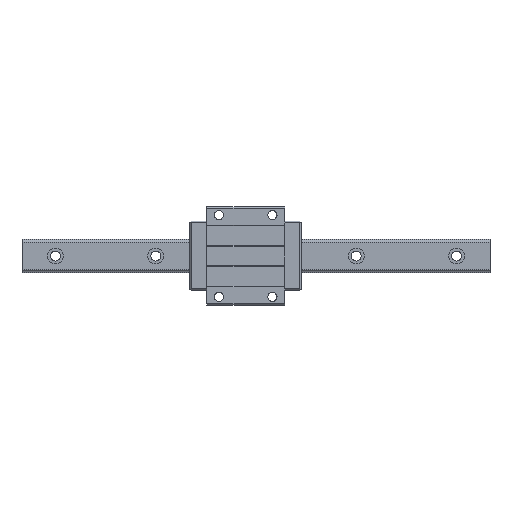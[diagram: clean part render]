
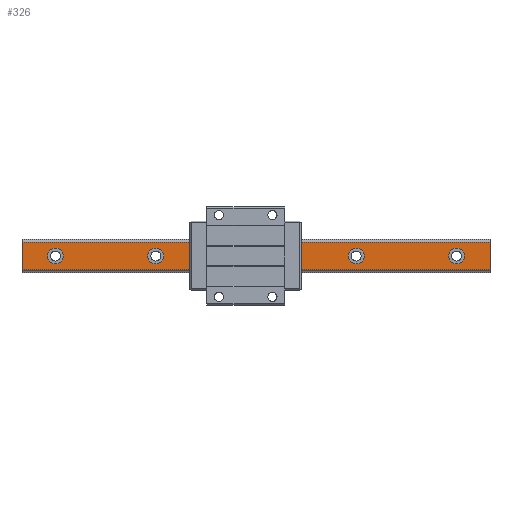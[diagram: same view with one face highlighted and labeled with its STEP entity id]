
A CAD part, top view. The second image highlights one B-rep face of the part: STEP entity #326.
In plain terms, the highlighted planar face has unit normal (0, 0, 1).
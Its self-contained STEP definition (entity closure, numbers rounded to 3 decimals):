
#116=FACE_BOUND('',#672,.T.);
#117=FACE_BOUND('',#673,.T.);
#118=FACE_BOUND('',#674,.T.);
#119=FACE_BOUND('',#675,.T.);
#120=FACE_BOUND('',#676,.T.);
#121=FACE_BOUND('',#677,.T.);
#211=PLANE('',#3394);
#326=ADVANCED_FACE('',(#116,#117,#118,#119,#120,#121),#211,.F.);
#672=EDGE_LOOP('',(#1121));
#673=EDGE_LOOP('',(#1122));
#674=EDGE_LOOP('',(#1123));
#675=EDGE_LOOP('',(#1124));
#676=EDGE_LOOP('',(#1125));
#677=EDGE_LOOP('',(#1126,#1127,#1128,#1129));
#1121=ORIENTED_EDGE('',*,*,#2401,.T.);
#1122=ORIENTED_EDGE('',*,*,#2402,.T.);
#1123=ORIENTED_EDGE('',*,*,#2403,.T.);
#1124=ORIENTED_EDGE('',*,*,#2404,.T.);
#1125=ORIENTED_EDGE('',*,*,#2405,.T.);
#1126=ORIENTED_EDGE('',*,*,#2406,.T.);
#1127=ORIENTED_EDGE('',*,*,#2305,.F.);
#1128=ORIENTED_EDGE('',*,*,#2407,.F.);
#1129=ORIENTED_EDGE('',*,*,#2399,.T.);
#1948=VERTEX_POINT('',#4392);
#1951=VERTEX_POINT('',#4400);
#2015=VERTEX_POINT('',#4648);
#2016=VERTEX_POINT('',#4650);
#2017=VERTEX_POINT('',#4654);
#2018=VERTEX_POINT('',#4656);
#2019=VERTEX_POINT('',#4658);
#2020=VERTEX_POINT('',#4660);
#2021=VERTEX_POINT('',#4662);
#2305=EDGE_CURVE('',#1951,#1948,#2908,.T.);
#2399=EDGE_CURVE('',#2016,#2015,#2944,.T.);
#2401=EDGE_CURVE('',#2017,#2017,#2821,.T.);
#2402=EDGE_CURVE('',#2018,#2018,#2822,.T.);
#2403=EDGE_CURVE('',#2019,#2019,#2823,.T.);
#2404=EDGE_CURVE('',#2020,#2020,#2824,.T.);
#2405=EDGE_CURVE('',#2021,#2021,#2825,.T.);
#2406=EDGE_CURVE('',#2015,#1948,#2945,.T.);
#2407=EDGE_CURVE('',#2016,#1951,#2946,.T.);
#2821=CIRCLE('',#3389,4.75);
#2822=CIRCLE('',#3390,4.75);
#2823=CIRCLE('',#3391,4.75);
#2824=CIRCLE('',#3392,4.75);
#2825=CIRCLE('',#3393,4.75);
#2908=LINE('',#4401,#3114);
#2944=LINE('',#4649,#3150);
#2945=LINE('',#4663,#3151);
#2946=LINE('',#4664,#3152);
#3114=VECTOR('',#3614,1.);
#3150=VECTOR('',#3786,1.);
#3151=VECTOR('',#3801,1.);
#3152=VECTOR('',#3802,1.);
#3389=AXIS2_PLACEMENT_3D('',#4653,#3791,#3792);
#3390=AXIS2_PLACEMENT_3D('',#4655,#3793,#3794);
#3391=AXIS2_PLACEMENT_3D('',#4657,#3795,#3796);
#3392=AXIS2_PLACEMENT_3D('',#4659,#3797,#3798);
#3393=AXIS2_PLACEMENT_3D('',#4661,#3799,#3800);
#3394=AXIS2_PLACEMENT_3D('',#4665,#3803,#3804);
#3614=DIRECTION('',(-1.,0.,0.));
#3786=DIRECTION('',(-1.,0.,0.));
#3791=DIRECTION('',(0.,0.,-1.));
#3792=DIRECTION('',(-1.,0.,0.));
#3793=DIRECTION('',(0.,0.,-1.));
#3794=DIRECTION('',(-1.,0.,0.));
#3795=DIRECTION('',(0.,0.,-1.));
#3796=DIRECTION('',(-1.,0.,0.));
#3797=DIRECTION('',(0.,0.,-1.));
#3798=DIRECTION('',(-1.,0.,0.));
#3799=DIRECTION('',(0.,0.,-1.));
#3800=DIRECTION('',(-1.,0.,0.));
#3801=DIRECTION('',(0.,-1.,0.));
#3802=DIRECTION('',(0.,-1.,0.));
#3803=DIRECTION('',(0.,0.,-1.));
#3804=DIRECTION('',(-1.,0.,0.));
#4392=CARTESIAN_POINT('',(-704.893,-956.044,16.5));
#4400=CARTESIAN_POINT('',(-424.893,-956.044,16.5));
#4401=CARTESIAN_POINT('',(-484.893,-956.044,16.5));
#4648=CARTESIAN_POINT('',(-704.893,-939.732,16.5));
#4649=CARTESIAN_POINT('',(-484.893,-939.732,16.5));
#4650=CARTESIAN_POINT('',(-424.893,-939.732,16.5));
#4653=CARTESIAN_POINT('',(-444.893,-947.888,16.5));
#4654=CARTESIAN_POINT('',(-449.643,-947.888,16.5));
#4655=CARTESIAN_POINT('',(-504.893,-947.888,16.5));
#4656=CARTESIAN_POINT('',(-509.643,-947.888,16.5));
#4657=CARTESIAN_POINT('',(-564.893,-947.888,16.5));
#4658=CARTESIAN_POINT('',(-569.643,-947.888,16.5));
#4659=CARTESIAN_POINT('',(-624.893,-947.888,16.5));
#4660=CARTESIAN_POINT('',(-629.643,-947.888,16.5));
#4661=CARTESIAN_POINT('',(-684.893,-947.888,16.5));
#4662=CARTESIAN_POINT('',(-689.643,-947.888,16.5));
#4663=CARTESIAN_POINT('',(-704.893,-939.732,16.5));
#4664=CARTESIAN_POINT('',(-424.893,-947.888,16.5));
#4665=CARTESIAN_POINT('',(-484.893,-939.732,16.5));
